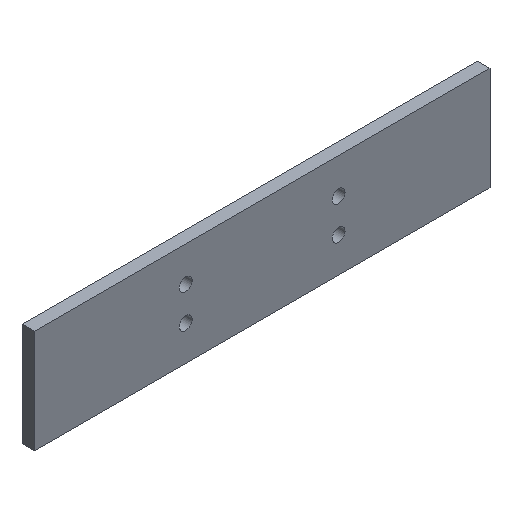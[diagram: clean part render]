
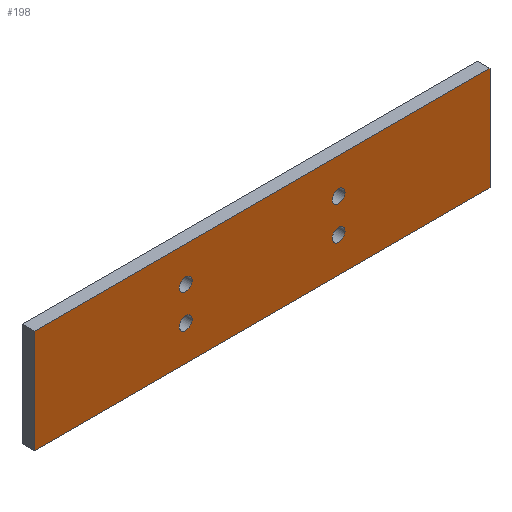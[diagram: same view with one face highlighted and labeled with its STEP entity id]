
A CAD part, isometric view. The second image highlights one B-rep face of the part: STEP entity #198.
In plain terms, the highlighted planar face has unit normal (0, -1, 0).
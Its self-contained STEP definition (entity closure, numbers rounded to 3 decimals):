
#19=FACE_BOUND('',#59,.T.);
#20=FACE_BOUND('',#60,.T.);
#21=FACE_BOUND('',#61,.T.);
#22=FACE_BOUND('',#62,.T.);
#24=CIRCLE('',#217,1.55);
#26=CIRCLE('',#220,1.55);
#28=CIRCLE('',#223,1.55);
#30=CIRCLE('',#226,1.55);
#44=FACE_OUTER_BOUND('',#58,.T.);
#58=EDGE_LOOP('',(#175,#176,#177,#178));
#59=EDGE_LOOP('',(#179));
#60=EDGE_LOOP('',(#180));
#61=EDGE_LOOP('',(#181));
#62=EDGE_LOOP('',(#182));
#63=LINE('',#289,#79);
#67=LINE('',#298,#83);
#75=LINE('',#329,#91);
#77=LINE('',#332,#93);
#79=VECTOR('',#235,10.);
#83=VECTOR('',#241,10.);
#91=VECTOR('',#275,10.);
#93=VECTOR('',#279,10.);
#95=VERTEX_POINT('',#287);
#96=VERTEX_POINT('',#288);
#99=VERTEX_POINT('',#296);
#100=VERTEX_POINT('',#297);
#104=VERTEX_POINT('',#307);
#106=VERTEX_POINT('',#313);
#108=VERTEX_POINT('',#319);
#110=VERTEX_POINT('',#325);
#111=EDGE_CURVE('',#95,#96,#63,.T.);
#115=EDGE_CURVE('',#99,#100,#67,.T.);
#121=EDGE_CURVE('',#104,#104,#24,.T.);
#124=EDGE_CURVE('',#106,#106,#26,.T.);
#127=EDGE_CURVE('',#108,#108,#28,.T.);
#130=EDGE_CURVE('',#110,#110,#30,.T.);
#131=EDGE_CURVE('',#99,#96,#75,.T.);
#133=EDGE_CURVE('',#95,#100,#77,.T.);
#175=ORIENTED_EDGE('',*,*,#131,.T.);
#176=ORIENTED_EDGE('',*,*,#111,.F.);
#177=ORIENTED_EDGE('',*,*,#133,.T.);
#178=ORIENTED_EDGE('',*,*,#115,.F.);
#179=ORIENTED_EDGE('',*,*,#130,.F.);
#180=ORIENTED_EDGE('',*,*,#127,.F.);
#181=ORIENTED_EDGE('',*,*,#124,.F.);
#182=ORIENTED_EDGE('',*,*,#121,.F.);
#188=PLANE('',#230);
#198=ADVANCED_FACE('',(#44,#19,#20,#21,#22),#188,.F.);
#217=AXIS2_PLACEMENT_3D('',#309,#250,#251);
#220=AXIS2_PLACEMENT_3D('',#315,#257,#258);
#223=AXIS2_PLACEMENT_3D('',#321,#264,#265);
#226=AXIS2_PLACEMENT_3D('',#327,#271,#272);
#230=AXIS2_PLACEMENT_3D('',#335,#283,#284);
#235=DIRECTION('',(-1.,0.,0.));
#241=DIRECTION('',(1.,0.,0.));
#250=DIRECTION('center_axis',(0.,-1.,0.));
#251=DIRECTION('ref_axis',(1.,0.,0.));
#257=DIRECTION('center_axis',(0.,-1.,0.));
#258=DIRECTION('ref_axis',(1.,0.,0.));
#264=DIRECTION('center_axis',(0.,-1.,0.));
#265=DIRECTION('ref_axis',(1.,0.,0.));
#271=DIRECTION('center_axis',(0.,-1.,0.));
#272=DIRECTION('ref_axis',(1.,0.,0.));
#275=DIRECTION('',(0.,0.,-1.));
#279=DIRECTION('',(0.,0.,1.));
#283=DIRECTION('center_axis',(0.,1.,0.));
#284=DIRECTION('ref_axis',(1.,0.,0.));
#287=CARTESIAN_POINT('',(110.,0.,-20.));
#288=CARTESIAN_POINT('',(0.,0.,-20.));
#289=CARTESIAN_POINT('',(0.,0.,-20.));
#296=CARTESIAN_POINT('',(0.,0.,5.));
#297=CARTESIAN_POINT('',(110.,0.,5.));
#298=CARTESIAN_POINT('',(0.,0.,5.));
#307=CARTESIAN_POINT('',(35.,0.,-3.45));
#309=CARTESIAN_POINT('Origin',(36.55,0.,-3.45));
#313=CARTESIAN_POINT('',(71.9,0.,-3.45));
#315=CARTESIAN_POINT('Origin',(73.45,0.,-3.45));
#319=CARTESIAN_POINT('',(35.,0.,-11.55));
#321=CARTESIAN_POINT('Origin',(36.55,0.,-11.55));
#325=CARTESIAN_POINT('',(71.9,0.,-11.55));
#327=CARTESIAN_POINT('Origin',(73.45,0.,-11.55));
#329=CARTESIAN_POINT('',(0.,0.,-15.));
#332=CARTESIAN_POINT('',(110.,0.,0.));
#335=CARTESIAN_POINT('Origin',(55.,0.,-7.5));
